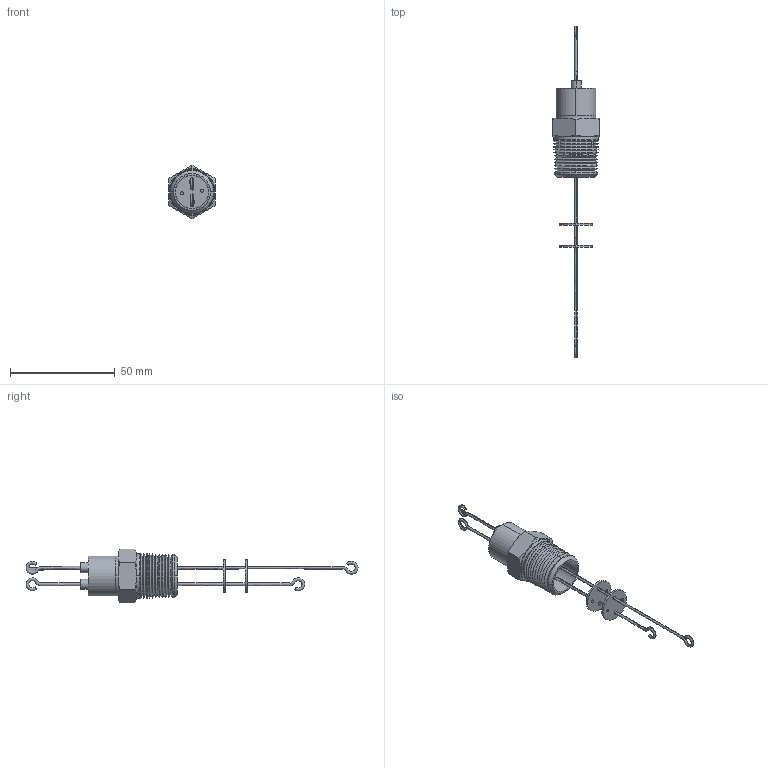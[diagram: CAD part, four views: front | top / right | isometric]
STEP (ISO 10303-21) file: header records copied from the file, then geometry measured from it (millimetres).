
FILE_DESCRIPTION (( 'STEP AP203' ), '1' );
FILE_NAME ('A0401-1-NPT.STEP', '2013-03-28T10:59:18', ( '' ), ( '' ), 'SwSTEP 2.0', 'SolidWorks 2012', '' );
FILE_SCHEMA (( 'CONFIG_CONTROL_DESIGN' ));
Length unit declared in the file: inch
Products named in the file (1): A0401-1-NPT
Bounding box: 22.23 x 158.29 x 25.66 mm (x, y, z)
Volume: 6399 mm3; surface area: 9533.5 mm2
Topology: 1 solids, 1 shells, 177 faces, 437 edges, 275 vertices
Faces by surface type: cone 73, cylinder 59, plane 32, bspline 9, torus 4
Entity records: 13512 total; most frequent: CARTESIAN_POINT 9251, DIRECTION 887, ORIENTED_EDGE 874, EDGE_CURVE 437, AXIS2_PLACEMENT_3D 384, VERTEX_POINT 275, CIRCLE 215, EDGE_LOOP 214
